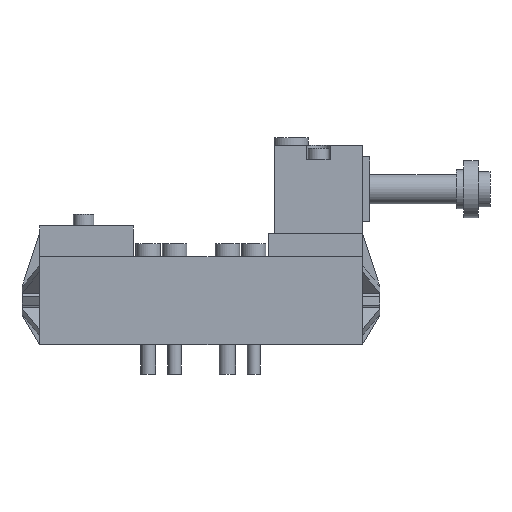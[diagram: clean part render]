
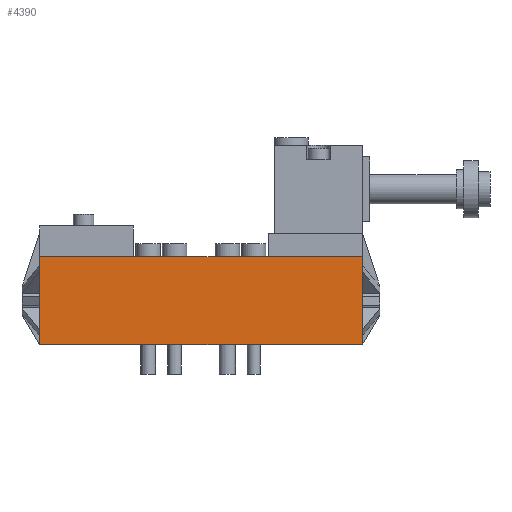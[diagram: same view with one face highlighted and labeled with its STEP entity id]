
A CAD part, front view. The second image highlights one B-rep face of the part: STEP entity #4390.
In plain terms, the highlighted planar face has unit normal (0, -1, 0).
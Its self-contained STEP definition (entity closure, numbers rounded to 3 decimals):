
#1127=CARTESIAN_POINT('',(55.0,-21.,30.0));
#1128=VERTEX_POINT('',#1127);
#1135=CARTESIAN_POINT('',(55.0,-21.,0.0));
#1136=VERTEX_POINT('',#1135);
#1137=CARTESIAN_POINT('',(55.0,-21.,0.0));
#1138=DIRECTION('',(0.0,0.0,1.0));
#1139=VECTOR('',#1138,30.0);
#1140=LINE('',#1137,#1139);
#1141=EDGE_CURVE('',#1136,#1128,#1140,.T.);
#2357=CARTESIAN_POINT('',(-55.0,-21.0,0.0));
#2358=VERTEX_POINT('',#2357);
#2365=CARTESIAN_POINT('',(-55.0,-21.0,30.0));
#2366=VERTEX_POINT('',#2365);
#2367=CARTESIAN_POINT('',(-55.0,-21.0,0.0));
#2368=DIRECTION('',(0.0,0.0,1.0));
#2369=VECTOR('',#2368,30.0);
#2370=LINE('',#2367,#2369);
#2371=EDGE_CURVE('',#2358,#2366,#2370,.T.);
#4352=CARTESIAN_POINT('',(55.0,-21.,30.0));
#4353=DIRECTION('',(-1.0,0.0,0.0));
#4354=VECTOR('',#4353,110.0);
#4355=LINE('',#4352,#4354);
#4356=EDGE_CURVE('',#1128,#2366,#4355,.T.);
#4374=CARTESIAN_POINT('',(55.0,-21.,0.0));
#4375=DIRECTION('',(0.0,-1.0,0.0));
#4376=DIRECTION('',(0.0,0.0,-1.0));
#4377=AXIS2_PLACEMENT_3D('',#4374,#4375,#4376);
#4378=PLANE('',#4377);
#4379=ORIENTED_EDGE('',*,*,#4356,.T.);
#4380=ORIENTED_EDGE('',*,*,#2371,.F.);
#4381=CARTESIAN_POINT('',(55.0,-21.,0.0));
#4382=DIRECTION('',(-1.0,0.0,0.0));
#4383=VECTOR('',#4382,110.0);
#4384=LINE('',#4381,#4383);
#4385=EDGE_CURVE('',#1136,#2358,#4384,.T.);
#4386=ORIENTED_EDGE('',*,*,#4385,.F.);
#4387=ORIENTED_EDGE('',*,*,#1141,.T.);
#4388=EDGE_LOOP('',(#4379,#4380,#4386,#4387));
#4389=FACE_OUTER_BOUND('',#4388,.T.);
#4390=ADVANCED_FACE('',(#4389),#4378,.T.);
